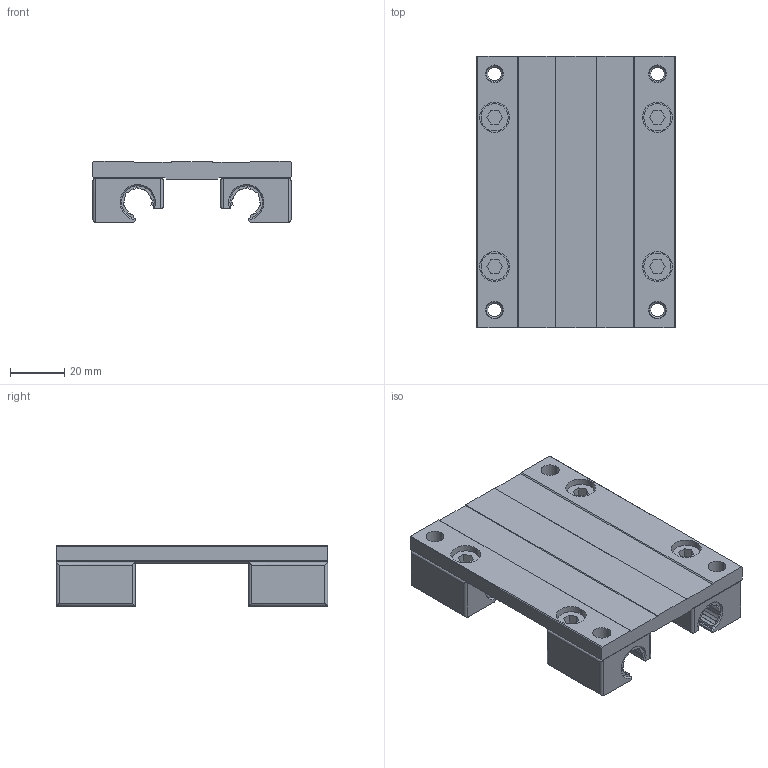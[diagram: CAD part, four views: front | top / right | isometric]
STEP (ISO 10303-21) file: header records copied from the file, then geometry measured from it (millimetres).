
FILE_DESCRIPTION(('STEP AP214'),'1');
FILE_NAME('cctmp_6A02F8F4-A41A-44E5-A82F-E0BBF4B3A4F7_2020_08_20_09_10_14_0713..stp','2020-08-20T07:10:15',('igus GmbH'),('CADClick - www.CADClick.com'),'Spatial InterOp 3D',' ','unknown authorization');
FILE_SCHEMA(('AUTOMOTIVE_DESIGN'));
Length unit declared in the file: millimetre
Products named in the file (1): 2020_08_20_09_10_14_0682
Bounding box: 73 x 100 x 22.5 mm (x, y, z)
Volume: 72939.3 mm3; surface area: 32653.5 mm2
Topology: 1 solids, 1 shells, 1042 faces, 2860 edges, 1888 vertices
Faces by surface type: plane 570, cylinder 432, cone 40
Entity records: 42140 total; most frequent: CARTESIAN_POINT 6455, DIRECTION 5762, ORIENTED_EDGE 5720, EDGE_CURVE 2860, LINE 1932, VECTOR 1932, AXIS2_PLACEMENT_3D 1915, VERTEX_POINT 1888
